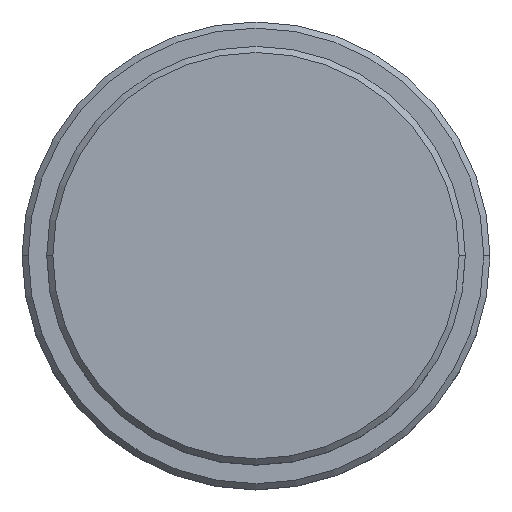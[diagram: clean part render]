
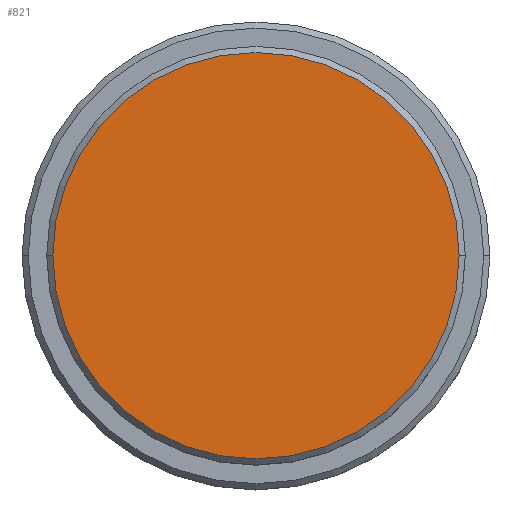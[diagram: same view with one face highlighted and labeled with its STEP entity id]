
A CAD part, top view. The second image highlights one B-rep face of the part: STEP entity #821.
In plain terms, the highlighted planar face has unit normal (0, 0, 1).
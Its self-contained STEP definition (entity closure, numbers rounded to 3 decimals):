
#2 = PLANE ( 'NONE',  #1082 ) ;
#42 = ORIENTED_EDGE ( 'NONE', *, *, #848, .T. ) ;
#117 = CIRCLE ( 'NONE', #910, 16.5 ) ;
#148 = DIRECTION ( 'NONE',  ( 1., 0., 0. ) ) ;
#197 = AXIS2_PLACEMENT_3D ( 'NONE', #497, #937, #593 ) ;
#210 = VERTEX_POINT ( 'NONE', #284 ) ;
#284 = CARTESIAN_POINT ( 'NONE',  ( -16.5, 0., 0. ) ) ;
#497 = CARTESIAN_POINT ( 'NONE',  ( 0., 0., 0. ) ) ;
#535 = FACE_OUTER_BOUND ( 'NONE', #968, .T. ) ;
#593 = DIRECTION ( 'NONE',  ( 1., 0., 0. ) ) ;
#630 = CIRCLE ( 'NONE', #197, 16.5 ) ;
#821 = ADVANCED_FACE ( 'NONE', ( #535 ), #2, .T. ) ;
#848 = EDGE_CURVE ( 'NONE', #1285, #210, #117, .T. ) ;
#868 = CARTESIAN_POINT ( 'NONE',  ( 0., 0., 0. ) ) ;
#910 = AXIS2_PLACEMENT_3D ( 'NONE', #1113, #1383, #148 ) ;
#937 = DIRECTION ( 'NONE',  ( 0., 0., 1. ) ) ;
#968 = EDGE_LOOP ( 'NONE', ( #1266, #42 ) ) ;
#1082 = AXIS2_PLACEMENT_3D ( 'NONE', #868, #1377, #1145 ) ;
#1109 = CARTESIAN_POINT ( 'NONE',  ( 16.5, 0., 0. ) ) ;
#1112 = EDGE_CURVE ( 'NONE', #210, #1285, #630, .T. ) ;
#1113 = CARTESIAN_POINT ( 'NONE',  ( 0., 0., 0. ) ) ;
#1145 = DIRECTION ( 'NONE',  ( 1., 0., 0. ) ) ;
#1266 = ORIENTED_EDGE ( 'NONE', *, *, #1112, .T. ) ;
#1285 = VERTEX_POINT ( 'NONE', #1109 ) ;
#1377 = DIRECTION ( 'NONE',  ( 0., 0., 1. ) ) ;
#1383 = DIRECTION ( 'NONE',  ( 0., 0., 1. ) ) ;
